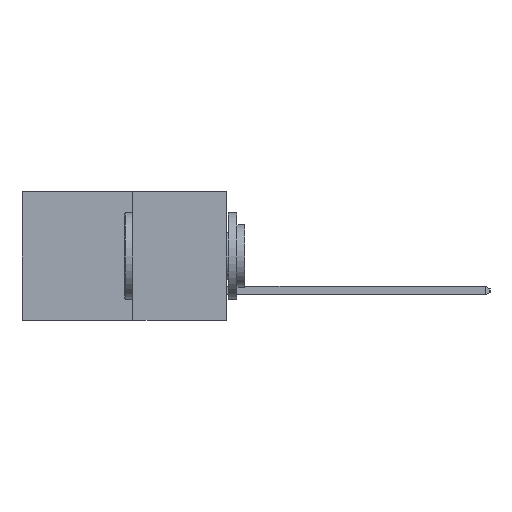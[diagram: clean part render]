
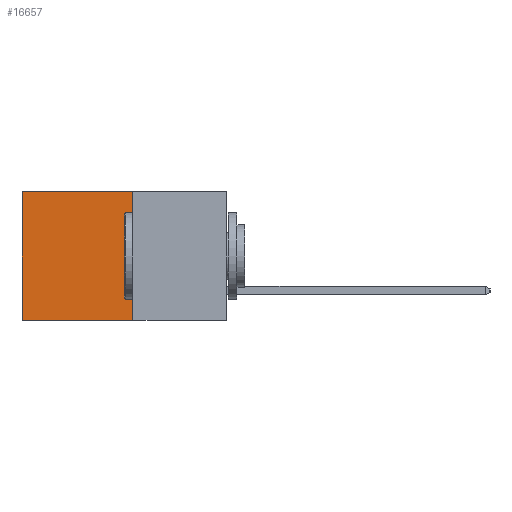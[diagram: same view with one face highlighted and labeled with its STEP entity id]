
A CAD part, left-side view. The second image highlights one B-rep face of the part: STEP entity #16657.
In plain terms, the highlighted planar face has unit normal (-1, 0, 0).
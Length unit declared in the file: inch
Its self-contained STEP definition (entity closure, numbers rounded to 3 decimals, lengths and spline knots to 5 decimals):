
#39 = LINE ( 'NONE', #4859, #12577 ) ;
#61 = DIRECTION ( 'NONE',  ( 1., 0., 0. ) ) ;
#193 = VECTOR ( 'NONE', #11077, 39.37008 ) ;
#1188 = CARTESIAN_POINT ( 'NONE',  ( 0.277, 0.59, -0.37 ) ) ;
#1199 = CARTESIAN_POINT ( 'NONE',  ( 0.277, 0.27, 0. ) ) ;
#1274 = VERTEX_POINT ( 'NONE', #8525 ) ;
#1351 = DIRECTION ( 'NONE',  ( 0., 1., 0. ) ) ;
#1783 = VECTOR ( 'NONE', #9514, 39.37008 ) ;
#3799 = VERTEX_POINT ( 'NONE', #1188 ) ;
#4859 = CARTESIAN_POINT ( 'NONE',  ( 0.277, 0.59, -0.37 ) ) ;
#4923 = AXIS2_PLACEMENT_3D ( 'NONE', #20534, #61, #11977 ) ;
#6243 = VERTEX_POINT ( 'NONE', #15680 ) ;
#6733 = ORIENTED_EDGE ( 'NONE', *, *, #16960, .F. ) ;
#7666 = CARTESIAN_POINT ( 'NONE',  ( 0.277, 0.27, -0.37 ) ) ;
#8515 = VECTOR ( 'NONE', #1351, 39.37008 ) ;
#8525 = CARTESIAN_POINT ( 'NONE',  ( 0.277, 0.59, 0. ) ) ;
#9514 = DIRECTION ( 'NONE',  ( 0., 1., 0. ) ) ;
#9863 = CARTESIAN_POINT ( 'NONE',  ( 0.277, 0.27, -0.37 ) ) ;
#10671 = ORIENTED_EDGE ( 'NONE', *, *, #19506, .F. ) ;
#11077 = DIRECTION ( 'NONE',  ( 0., 0., -1. ) ) ;
#11660 = FACE_OUTER_BOUND ( 'NONE', #14406, .T. ) ;
#11899 = PLANE ( 'NONE',  #4923 ) ;
#11977 = DIRECTION ( 'NONE',  ( 0., 0., -1. ) ) ;
#12577 = VECTOR ( 'NONE', #18516, 39.37008 ) ;
#13813 = LINE ( 'NONE', #7666, #193 ) ;
#13889 = EDGE_CURVE ( 'NONE', #1274, #3799, #39, .T. ) ;
#14406 = EDGE_LOOP ( 'NONE', ( #20983, #10671, #6733, #18105 ) ) ;
#15436 = LINE ( 'NONE', #18055, #1783 ) ;
#15680 = CARTESIAN_POINT ( 'NONE',  ( 0.277, 0.27, -0.37 ) ) ;
#16657 = ADVANCED_FACE ( 'NONE', ( #11660 ), #11899, .F. ) ;
#16960 = EDGE_CURVE ( 'NONE', #21212, #6243, #13813, .T. ) ;
#18055 = CARTESIAN_POINT ( 'NONE',  ( 0.277, 0.27, 0. ) ) ;
#18105 = ORIENTED_EDGE ( 'NONE', *, *, #20450, .T. ) ;
#18172 = LINE ( 'NONE', #9863, #8515 ) ;
#18516 = DIRECTION ( 'NONE',  ( 0., 0., -1. ) ) ;
#19506 = EDGE_CURVE ( 'NONE', #6243, #3799, #18172, .T. ) ;
#20450 = EDGE_CURVE ( 'NONE', #21212, #1274, #15436, .T. ) ;
#20534 = CARTESIAN_POINT ( 'NONE',  ( 0.277, 0.27, -0.37 ) ) ;
#20983 = ORIENTED_EDGE ( 'NONE', *, *, #13889, .T. ) ;
#21212 = VERTEX_POINT ( 'NONE', #1199 ) ;
